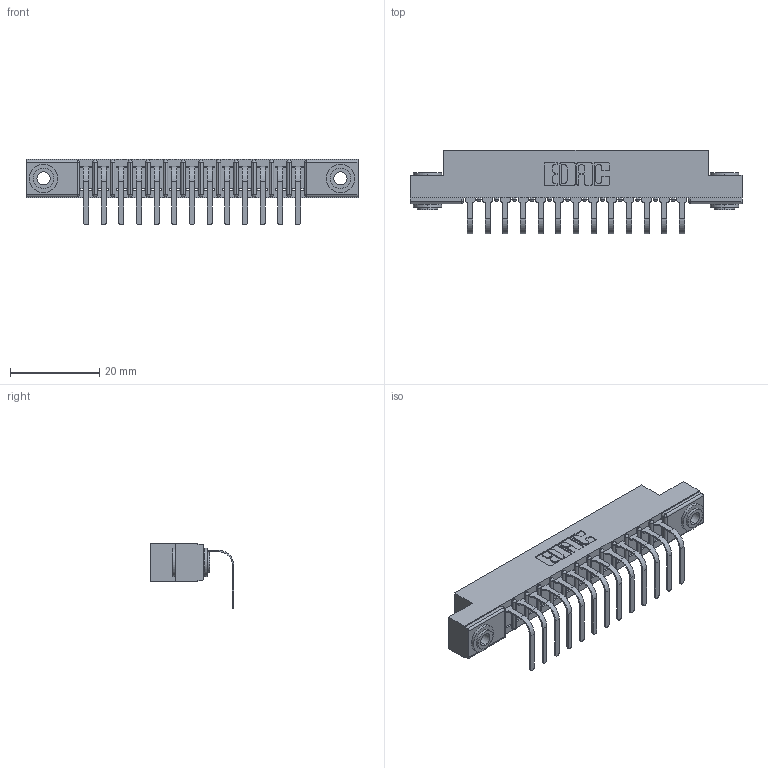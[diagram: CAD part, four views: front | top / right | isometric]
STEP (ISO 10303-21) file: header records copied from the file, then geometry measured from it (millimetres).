
FILE_DESCRIPTION (( 'STEP AP203' ), '1' );
FILE_NAME ('357-013-458-103.STEP', '2022-07-18T23:34:48', ( '' ), ( '' ), 'SwSTEP 2.0', 'SolidWorks 2020', '' );
FILE_SCHEMA (( 'CONFIG_CONTROL_DESIGN' ));
Length unit declared in the file: inch
Products named in the file (4): 307 Part_.156 Dia Mounting Holes; 307-290-001_558 - 2 (Single); 357-013-458-103; 345-250-002_345-250-002-102
Assembly tree (16 placements, depth 2):
  357-013-458-103
    307 Part_.156 Dia Mounting Holes
    307-290-001_558 - 2 (Single)  x13
    345-250-002_345-250-002-102  x2
Bounding box: 74.52 x 18.78 x 14.81 mm (x, y, z)
Volume: 4782.4 mm3; surface area: 7652.1 mm2
Topology: 16 solids, 16 shells, 964 faces, 2697 edges, 1738 vertices
Faces by surface type: plane 601, cylinder 327, sphere 28, cone 8
Entity records: 15889 total; most frequent: CARTESIAN_POINT 2645, ORIENTED_EDGE 2622, DIRECTION 2605, EDGE_CURVE 1311, VECTOR 985, LINE 985, VERTEX_POINT 850, AXIS2_PLACEMENT_3D 810
